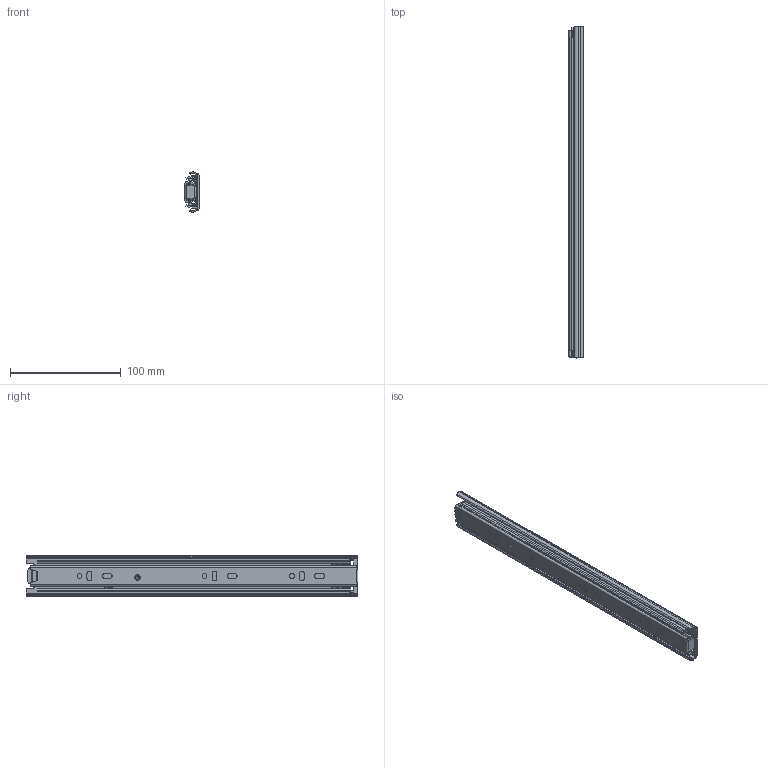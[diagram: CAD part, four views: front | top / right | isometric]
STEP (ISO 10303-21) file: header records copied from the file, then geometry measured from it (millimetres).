
FILE_DESCRIPTION((''),'2;1');
FILE_NAME('ASM0001_ASM','2016-10-29T',('genhom'),(''),'CREO PARAMETRIC BY PTC INC, 2014350','CREO PARAMETRIC BY PTC INC, 2014350','');
FILE_SCHEMA(('CONFIG_CONTROL_DESIGN'));
Length unit declared in the file: millimetre
Products named in the file (6): 36_OUTER; 36_BUMPER; 36_MID; 36_STOP; 36_INNER; ASM0001_ASM
Assembly tree (5 placements, depth 2):
  ASM0001_ASM
    36_OUTER
    36_BUMPER
    36_MID
    36_STOP
    36_INNER
Bounding box: 12.7 x 300 x 36.31 mm (x, y, z)
Volume: 42733.6 mm3; surface area: 74406 mm2
Topology: 5 solids, 5 shells, 430 faces, 1246 edges, 824 vertices
Faces by surface type: plane 237, cylinder 191, extrusion 2
Entity records: 14664 total; most frequent: CARTESIAN_POINT 2823, ORIENTED_EDGE 2492, DIRECTION 2434, EDGE_CURVE 1246, VERTEX_POINT 824, VECTOR 814, LINE 812, AXIS2_PLACEMENT_3D 810
